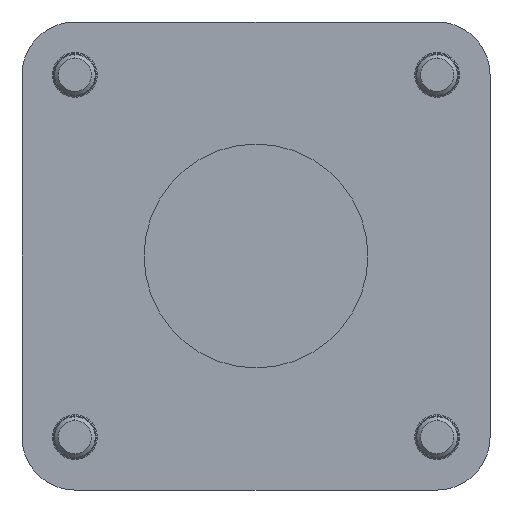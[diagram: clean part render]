
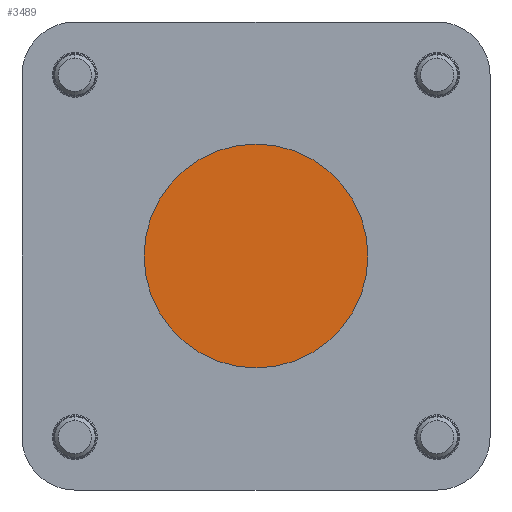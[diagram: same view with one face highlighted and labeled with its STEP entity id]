
A CAD part, left-side view. The second image highlights one B-rep face of the part: STEP entity #3489.
In plain terms, the highlighted planar face has unit normal (-1, 0, 0).
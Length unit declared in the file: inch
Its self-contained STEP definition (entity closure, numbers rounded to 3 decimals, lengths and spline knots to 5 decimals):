
#121 = DIRECTION ( 'NONE',  ( 0., 0., -1. ) ) ;
#249 = AXIS2_PLACEMENT_3D ( 'NONE', #3368, #3795, #1735 ) ;
#466 = CIRCLE ( 'NONE', #3439, 1.08268 ) ;
#561 = ORIENTED_EDGE ( 'NONE', *, *, #4677, .F. ) ;
#823 = DIRECTION ( 'NONE',  ( 0., 0., -1. ) ) ;
#1244 = CARTESIAN_POINT ( 'NONE',  ( 0.35433, 0., 0. ) ) ;
#1408 = FACE_OUTER_BOUND ( 'NONE', #2235, .T. ) ;
#1735 = DIRECTION ( 'NONE',  ( 0., 1., 0. ) ) ;
#2235 = EDGE_LOOP ( 'NONE', ( #2337, #561 ) ) ;
#2337 = ORIENTED_EDGE ( 'NONE', *, *, #4743, .F. ) ;
#2509 = VERTEX_POINT ( 'NONE', #4025 ) ;
#3073 = PLANE ( 'NONE',  #249 ) ;
#3368 = CARTESIAN_POINT ( 'NONE',  ( 0.35433, 0., 0. ) ) ;
#3439 = AXIS2_PLACEMENT_3D ( 'NONE', #1244, #4575, #823 ) ;
#3489 = ADVANCED_FACE ( 'NONE', ( #1408 ), #3073, .F. ) ;
#3544 = CARTESIAN_POINT ( 'NONE',  ( 0.35433, 0., 0. ) ) ;
#3795 = DIRECTION ( 'NONE',  ( 1., 0., 0. ) ) ;
#3943 = AXIS2_PLACEMENT_3D ( 'NONE', #3544, #5231, #121 ) ;
#4025 = CARTESIAN_POINT ( 'NONE',  ( 0.35433, 0., -1.08268 ) ) ;
#4106 = CARTESIAN_POINT ( 'NONE',  ( 0.35433, 0., 1.08268 ) ) ;
#4566 = CIRCLE ( 'NONE', #3943, 1.08268 ) ;
#4575 = DIRECTION ( 'NONE',  ( 1., 0., 0. ) ) ;
#4677 = EDGE_CURVE ( 'NONE', #2509, #4871, #466, .T. ) ;
#4743 = EDGE_CURVE ( 'NONE', #4871, #2509, #4566, .T. ) ;
#4871 = VERTEX_POINT ( 'NONE', #4106 ) ;
#5231 = DIRECTION ( 'NONE',  ( 1., 0., 0. ) ) ;
